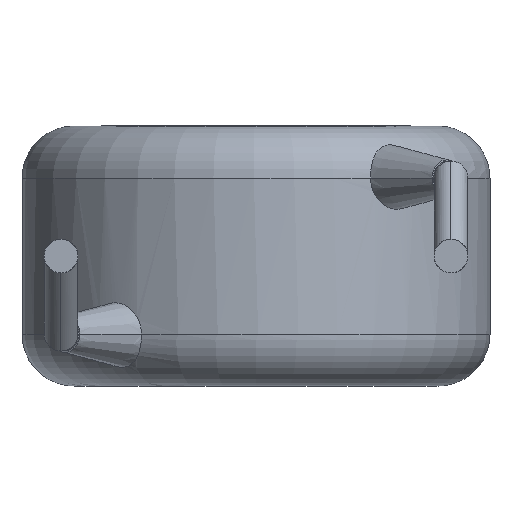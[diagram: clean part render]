
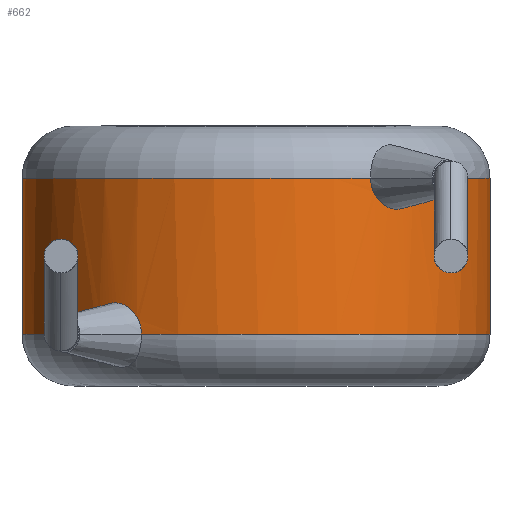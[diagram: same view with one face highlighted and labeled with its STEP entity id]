
A CAD part, front view. The second image highlights one B-rep face of the part: STEP entity #662.
In plain terms, the highlighted cylindrical face has radius 4.5 mm (diameter 9 mm), a partial arc.
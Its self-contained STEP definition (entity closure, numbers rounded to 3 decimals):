
#29 = EDGE_CURVE ( 'NONE', #2522, #3195, #1836, .T. ) ;
#147 = LINE ( 'NONE', #1907, #663 ) ;
#148 = CARTESIAN_POINT ( 'NONE',  ( 2.957, -3.394, 3.461 ) ) ;
#185 = CIRCLE ( 'NONE', #877, 4.5 ) ;
#187 = DIRECTION ( 'NONE',  ( 1., 0., 0. ) ) ;
#227 = DIRECTION ( 'NONE',  ( 0., 0., -1. ) ) ;
#318 = CARTESIAN_POINT ( 'NONE',  ( -2.838, -3.496, 1.602 ) ) ;
#336 = CARTESIAN_POINT ( 'NONE',  ( -3.126, -3.239, 1.315 ) ) ;
#380 = EDGE_LOOP ( 'NONE', ( #3165, #786, #2490, #588, #528, #3091, #1634, #641 ) ) ;
#410 = CARTESIAN_POINT ( 'NONE',  ( 0., 0., 4. ) ) ;
#528 = ORIENTED_EDGE ( 'NONE', *, *, #1476, .T. ) ;
#561 = CARTESIAN_POINT ( 'NONE',  ( -4.5, 0., 5. ) ) ;
#573 = AXIS2_PLACEMENT_3D ( 'NONE', #913, #3779, #1527 ) ;
#574 = EDGE_CURVE ( 'NONE', #3028, #1739, #147, .T. ) ;
#576 = DIRECTION ( 'NONE',  ( 0., 0., -1. ) ) ;
#588 = ORIENTED_EDGE ( 'NONE', *, *, #1835, .T. ) ;
#641 = ORIENTED_EDGE ( 'NONE', *, *, #3316, .T. ) ;
#662 = ADVANCED_FACE ( 'NONE', ( #2263 ), #1784, .T. ) ;
#663 = VECTOR ( 'NONE', #576, 1000. ) ;
#688 = CARTESIAN_POINT ( 'NONE',  ( -2.261, -3.892, 1.316 ) ) ;
#750 = B_SPLINE_CURVE_WITH_KNOTS ( 'NONE', 3,
 ( #2910, #3579, #688, #1650, #2254, #318, #1290, #336, #3608, #1707 ),
 .UNSPECIFIED., .F., .F.,
 ( 4, 2, 2, 2, 4 ),
 ( 0., 0., 0.001, 0.001, 0.002 ),
 .UNSPECIFIED. ) ;
#759 = CARTESIAN_POINT ( 'NONE',  ( -4.5, 0., 1. ) ) ;
#773 = CARTESIAN_POINT ( 'NONE',  ( 3.126, -3.239, 3.685 ) ) ;
#786 = ORIENTED_EDGE ( 'NONE', *, *, #2846, .T. ) ;
#800 = CARTESIAN_POINT ( 'NONE',  ( 2.453, -3.774, 3.463 ) ) ;
#813 = CARTESIAN_POINT ( 'NONE',  ( 2.261, -3.892, 3.684 ) ) ;
#821 = CARTESIAN_POINT ( 'NONE',  ( 0., 0., 4. ) ) ;
#840 = LINE ( 'NONE', #561, #2669 ) ;
#877 = AXIS2_PLACEMENT_3D ( 'NONE', #410, #3645, #3920 ) ;
#913 = CARTESIAN_POINT ( 'NONE',  ( 0., 0., 1. ) ) ;
#956 = CARTESIAN_POINT ( 'NONE',  ( 0., 0., 1. ) ) ;
#963 = VERTEX_POINT ( 'NONE', #3934 ) ;
#979 = CARTESIAN_POINT ( 'NONE',  ( -3.172, -3.192, 1. ) ) ;
#1242 = AXIS2_PLACEMENT_3D ( 'NONE', #956, #1395, #2814 ) ;
#1290 = CARTESIAN_POINT ( 'NONE',  ( -2.957, -3.394, 1.539 ) ) ;
#1387 = CARTESIAN_POINT ( 'NONE',  ( 2.202, -3.925, 4. ) ) ;
#1390 = CARTESIAN_POINT ( 'NONE',  ( 4.5, 0., 1. ) ) ;
#1395 = DIRECTION ( 'NONE',  ( 0., 0., 1. ) ) ;
#1447 = CARTESIAN_POINT ( 'NONE',  ( 2.585, -3.687, 3.398 ) ) ;
#1455 = DIRECTION ( 'NONE',  ( -1., 0., 0. ) ) ;
#1476 = EDGE_CURVE ( 'NONE', #963, #1722, #840, .T. ) ;
#1527 = DIRECTION ( 'NONE',  ( 1., 0., 0. ) ) ;
#1634 = ORIENTED_EDGE ( 'NONE', *, *, #3470, .F. ) ;
#1650 = CARTESIAN_POINT ( 'NONE',  ( -2.453, -3.774, 1.537 ) ) ;
#1707 = CARTESIAN_POINT ( 'NONE',  ( -3.172, -3.192, 1. ) ) ;
#1722 = VERTEX_POINT ( 'NONE', #759 ) ;
#1739 = VERTEX_POINT ( 'NONE', #1390 ) ;
#1784 = CYLINDRICAL_SURFACE ( 'NONE', #2665, 4.5 ) ;
#1835 = EDGE_CURVE ( 'NONE', #2522, #963, #3772, .T. ) ;
#1836 = B_SPLINE_CURVE_WITH_KNOTS ( 'NONE', 3,
 ( #3403, #2092, #813, #800, #1447, #2081, #148, #773, #3050, #2758 ),
 .UNSPECIFIED., .F., .F.,
 ( 4, 2, 2, 2, 4 ),
 ( 0., 0., 0.001, 0.001, 0.002 ),
 .UNSPECIFIED. ) ;
#1907 = CARTESIAN_POINT ( 'NONE',  ( 4.5, 0., 5. ) ) ;
#2031 = CARTESIAN_POINT ( 'NONE',  ( 3.172, -3.192, 4. ) ) ;
#2081 = CARTESIAN_POINT ( 'NONE',  ( 2.838, -3.496, 3.398 ) ) ;
#2092 = CARTESIAN_POINT ( 'NONE',  ( 2.202, -3.925, 3.84 ) ) ;
#2254 = CARTESIAN_POINT ( 'NONE',  ( -2.585, -3.687, 1.602 ) ) ;
#2263 = FACE_OUTER_BOUND ( 'NONE', #380, .T. ) ;
#2490 = ORIENTED_EDGE ( 'NONE', *, *, #29, .F. ) ;
#2522 = VERTEX_POINT ( 'NONE', #1387 ) ;
#2612 = CARTESIAN_POINT ( 'NONE',  ( 4.5, 0., 4. ) ) ;
#2665 = AXIS2_PLACEMENT_3D ( 'NONE', #3540, #3862, #1455 ) ;
#2669 = VECTOR ( 'NONE', #227, 1000. ) ;
#2755 = AXIS2_PLACEMENT_3D ( 'NONE', #821, #4058, #187 ) ;
#2758 = CARTESIAN_POINT ( 'NONE',  ( 3.172, -3.192, 4. ) ) ;
#2814 = DIRECTION ( 'NONE',  ( 1., 0., 0. ) ) ;
#2846 = EDGE_CURVE ( 'NONE', #3028, #3195, #185, .T. ) ;
#2910 = CARTESIAN_POINT ( 'NONE',  ( -2.202, -3.925, 1. ) ) ;
#3028 = VERTEX_POINT ( 'NONE', #2612 ) ;
#3050 = CARTESIAN_POINT ( 'NONE',  ( 3.172, -3.192, 3.84 ) ) ;
#3091 = ORIENTED_EDGE ( 'NONE', *, *, #4104, .T. ) ;
#3165 = ORIENTED_EDGE ( 'NONE', *, *, #574, .F. ) ;
#3190 = CARTESIAN_POINT ( 'NONE',  ( -2.202, -3.925, 1. ) ) ;
#3195 = VERTEX_POINT ( 'NONE', #2031 ) ;
#3316 = EDGE_CURVE ( 'NONE', #4031, #1739, #3980, .T. ) ;
#3403 = CARTESIAN_POINT ( 'NONE',  ( 2.202, -3.925, 4. ) ) ;
#3468 = VERTEX_POINT ( 'NONE', #979 ) ;
#3470 = EDGE_CURVE ( 'NONE', #4031, #3468, #750, .T. ) ;
#3540 = CARTESIAN_POINT ( 'NONE',  ( 0., 0., 5. ) ) ;
#3579 = CARTESIAN_POINT ( 'NONE',  ( -2.202, -3.925, 1.16 ) ) ;
#3608 = CARTESIAN_POINT ( 'NONE',  ( -3.172, -3.192, 1.16 ) ) ;
#3645 = DIRECTION ( 'NONE',  ( 0., 0., -1. ) ) ;
#3772 = CIRCLE ( 'NONE', #2755, 4.5 ) ;
#3779 = DIRECTION ( 'NONE',  ( 0., 0., 1. ) ) ;
#3862 = DIRECTION ( 'NONE',  ( 0., 0., -1. ) ) ;
#3920 = DIRECTION ( 'NONE',  ( 1., 0., 0. ) ) ;
#3934 = CARTESIAN_POINT ( 'NONE',  ( -4.5, 0., 4. ) ) ;
#3951 = CIRCLE ( 'NONE', #1242, 4.5 ) ;
#3980 = CIRCLE ( 'NONE', #573, 4.5 ) ;
#4031 = VERTEX_POINT ( 'NONE', #3190 ) ;
#4058 = DIRECTION ( 'NONE',  ( 0., 0., -1. ) ) ;
#4104 = EDGE_CURVE ( 'NONE', #1722, #3468, #3951, .T. ) ;
